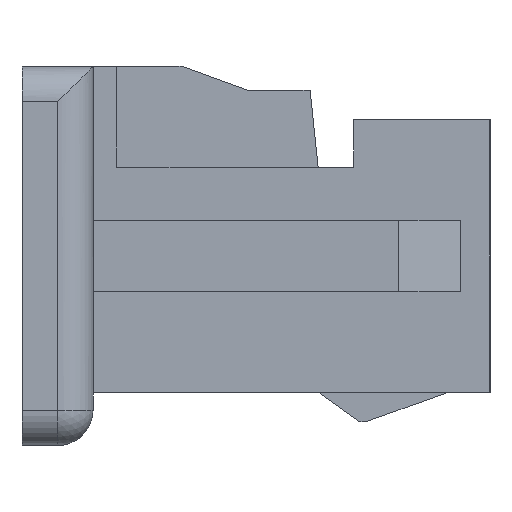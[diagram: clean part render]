
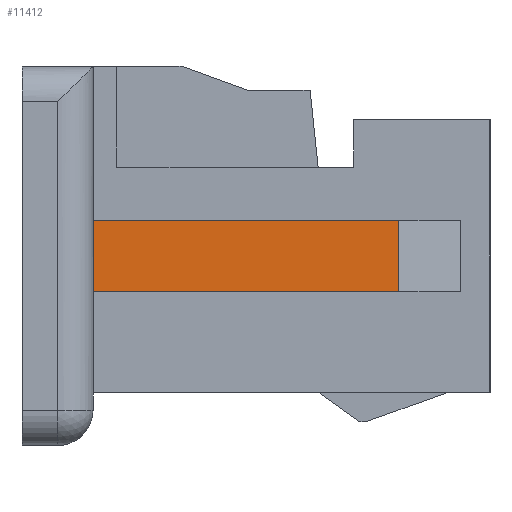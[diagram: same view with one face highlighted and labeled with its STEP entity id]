
A CAD part, left-side view. The second image highlights one B-rep face of the part: STEP entity #11412.
In plain terms, the highlighted planar face has unit normal (-1, 0, 0).
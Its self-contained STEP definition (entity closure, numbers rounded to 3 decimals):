
#8635 = PLANE('',#8636);
#8636 = AXIS2_PLACEMENT_3D('',#8637,#8638,#8639);
#8637 = CARTESIAN_POINT('',(3.35,1.375,-1.6));
#8638 = DIRECTION('',(0.,-1.,0.));
#8639 = DIRECTION('',(1.,0.,0.));
#9815 = VERTEX_POINT('',#9816);
#9816 = CARTESIAN_POINT('',(-3.65,1.375,0.3));
#9830 = PLANE('',#9831);
#9831 = AXIS2_PLACEMENT_3D('',#9832,#9833,#9834);
#9832 = CARTESIAN_POINT('',(0.,0.,0.3));
#9833 = DIRECTION('',(0.,0.,1.));
#9834 = DIRECTION('',(1.,0.,0.));
#9842 = EDGE_CURVE('',#9843,#9815,#9845,.T.);
#9843 = VERTEX_POINT('',#9844);
#9844 = CARTESIAN_POINT('',(-3.65,1.375,-0.3));
#9845 = SURFACE_CURVE('',#9846,(#9850,#9857),.PCURVE_S1.);
#9846 = LINE('',#9847,#9848);
#9847 = CARTESIAN_POINT('',(-3.65,1.375,-0.3));
#9848 = VECTOR('',#9849,1.);
#9849 = DIRECTION('',(0.,0.,1.));
#9850 = PCURVE('',#8635,#9851);
#9851 = DEFINITIONAL_REPRESENTATION('',(#9852),#9856);
#9852 = LINE('',#9853,#9854);
#9853 = CARTESIAN_POINT('',(-7.,1.3));
#9854 = VECTOR('',#9855,1.);
#9855 = DIRECTION('',(0.,1.));
#9856 = ( GEOMETRIC_REPRESENTATION_CONTEXT(2) 
PARAMETRIC_REPRESENTATION_CONTEXT() REPRESENTATION_CONTEXT('2D SPACE',''
  ) );
#9857 = PCURVE('',#9858,#9863);
#9858 = PLANE('',#9859);
#9859 = AXIS2_PLACEMENT_3D('',#9860,#9861,#9862);
#9860 = CARTESIAN_POINT('',(-3.65,1.375,-0.3));
#9861 = DIRECTION('',(-1.,0.,0.));
#9862 = DIRECTION('',(0.,-1.,0.));
#9863 = DEFINITIONAL_REPRESENTATION('',(#9864),#9868);
#9864 = LINE('',#9865,#9866);
#9865 = CARTESIAN_POINT('',(0.,0.));
#9866 = VECTOR('',#9867,1.);
#9867 = DIRECTION('',(0.,1.));
#9868 = ( GEOMETRIC_REPRESENTATION_CONTEXT(2) 
PARAMETRIC_REPRESENTATION_CONTEXT() REPRESENTATION_CONTEXT('2D SPACE',''
  ) );
#9886 = PLANE('',#9887);
#9887 = AXIS2_PLACEMENT_3D('',#9888,#9889,#9890);
#9888 = CARTESIAN_POINT('',(0.,0.,-0.3));
#9889 = DIRECTION('',(0.,0.,1.));
#9890 = DIRECTION('',(1.,0.,0.));
#10438 = PLANE('',#10439);
#10439 = AXIS2_PLACEMENT_3D('',#10440,#10441,#10442);
#10440 = CARTESIAN_POINT('',(-3.65,-1.205,-0.3));
#10441 = DIRECTION('',(-0.866,-0.5,0.));
#10442 = DIRECTION('',(0.5,-0.866,0.));
#11195 = VERTEX_POINT('',#11196);
#11196 = CARTESIAN_POINT('',(-3.65,-1.205,0.3));
#11217 = EDGE_CURVE('',#9815,#11195,#11218,.T.);
#11218 = SURFACE_CURVE('',#11219,(#11223,#11230),.PCURVE_S1.);
#11219 = LINE('',#11220,#11221);
#11220 = CARTESIAN_POINT('',(-3.65,1.375,0.3));
#11221 = VECTOR('',#11222,1.);
#11222 = DIRECTION('',(0.,-1.,0.));
#11223 = PCURVE('',#9830,#11224);
#11224 = DEFINITIONAL_REPRESENTATION('',(#11225),#11229);
#11225 = LINE('',#11226,#11227);
#11226 = CARTESIAN_POINT('',(-3.65,1.375));
#11227 = VECTOR('',#11228,1.);
#11228 = DIRECTION('',(0.,-1.));
#11229 = ( GEOMETRIC_REPRESENTATION_CONTEXT(2) 
PARAMETRIC_REPRESENTATION_CONTEXT() REPRESENTATION_CONTEXT('2D SPACE',''
  ) );
#11230 = PCURVE('',#9858,#11231);
#11231 = DEFINITIONAL_REPRESENTATION('',(#11232),#11236);
#11232 = LINE('',#11233,#11234);
#11233 = CARTESIAN_POINT('',(0.,0.6));
#11234 = VECTOR('',#11235,1.);
#11235 = DIRECTION('',(1.,0.));
#11236 = ( GEOMETRIC_REPRESENTATION_CONTEXT(2) 
PARAMETRIC_REPRESENTATION_CONTEXT() REPRESENTATION_CONTEXT('2D SPACE',''
  ) );
#11293 = VERTEX_POINT('',#11294);
#11294 = CARTESIAN_POINT('',(-3.65,-1.205,-0.3));
#11315 = EDGE_CURVE('',#11293,#11195,#11316,.T.);
#11316 = SURFACE_CURVE('',#11317,(#11321,#11328),.PCURVE_S1.);
#11317 = LINE('',#11318,#11319);
#11318 = CARTESIAN_POINT('',(-3.65,-1.205,-0.3));
#11319 = VECTOR('',#11320,1.);
#11320 = DIRECTION('',(0.,0.,1.));
#11321 = PCURVE('',#10438,#11322);
#11322 = DEFINITIONAL_REPRESENTATION('',(#11323),#11327);
#11323 = LINE('',#11324,#11325);
#11324 = CARTESIAN_POINT('',(0.,0.));
#11325 = VECTOR('',#11326,1.);
#11326 = DIRECTION('',(0.,1.));
#11327 = ( GEOMETRIC_REPRESENTATION_CONTEXT(2) 
PARAMETRIC_REPRESENTATION_CONTEXT() REPRESENTATION_CONTEXT('2D SPACE',''
  ) );
#11328 = PCURVE('',#9858,#11329);
#11329 = DEFINITIONAL_REPRESENTATION('',(#11330),#11334);
#11330 = LINE('',#11331,#11332);
#11331 = CARTESIAN_POINT('',(2.58,0.));
#11332 = VECTOR('',#11333,1.);
#11333 = DIRECTION('',(0.,1.));
#11334 = ( GEOMETRIC_REPRESENTATION_CONTEXT(2) 
PARAMETRIC_REPRESENTATION_CONTEXT() REPRESENTATION_CONTEXT('2D SPACE',''
  ) );
#11342 = EDGE_CURVE('',#9843,#11293,#11343,.T.);
#11343 = SURFACE_CURVE('',#11344,(#11348,#11355),.PCURVE_S1.);
#11344 = LINE('',#11345,#11346);
#11345 = CARTESIAN_POINT('',(-3.65,1.375,-0.3));
#11346 = VECTOR('',#11347,1.);
#11347 = DIRECTION('',(0.,-1.,0.));
#11348 = PCURVE('',#9886,#11349);
#11349 = DEFINITIONAL_REPRESENTATION('',(#11350),#11354);
#11350 = LINE('',#11351,#11352);
#11351 = CARTESIAN_POINT('',(-3.65,1.375));
#11352 = VECTOR('',#11353,1.);
#11353 = DIRECTION('',(0.,-1.));
#11354 = ( GEOMETRIC_REPRESENTATION_CONTEXT(2) 
PARAMETRIC_REPRESENTATION_CONTEXT() REPRESENTATION_CONTEXT('2D SPACE',''
  ) );
#11355 = PCURVE('',#9858,#11356);
#11356 = DEFINITIONAL_REPRESENTATION('',(#11357),#11361);
#11357 = LINE('',#11358,#11359);
#11358 = CARTESIAN_POINT('',(0.,0.));
#11359 = VECTOR('',#11360,1.);
#11360 = DIRECTION('',(1.,0.));
#11361 = ( GEOMETRIC_REPRESENTATION_CONTEXT(2) 
PARAMETRIC_REPRESENTATION_CONTEXT() REPRESENTATION_CONTEXT('2D SPACE',''
  ) );
#11412 = ADVANCED_FACE('',(#11413),#9858,.T.);
#11413 = FACE_BOUND('',#11414,.F.);
#11414 = EDGE_LOOP('',(#11415,#11416,#11417,#11418));
#11415 = ORIENTED_EDGE('',*,*,#11342,.F.);
#11416 = ORIENTED_EDGE('',*,*,#9842,.T.);
#11417 = ORIENTED_EDGE('',*,*,#11217,.T.);
#11418 = ORIENTED_EDGE('',*,*,#11315,.F.);
